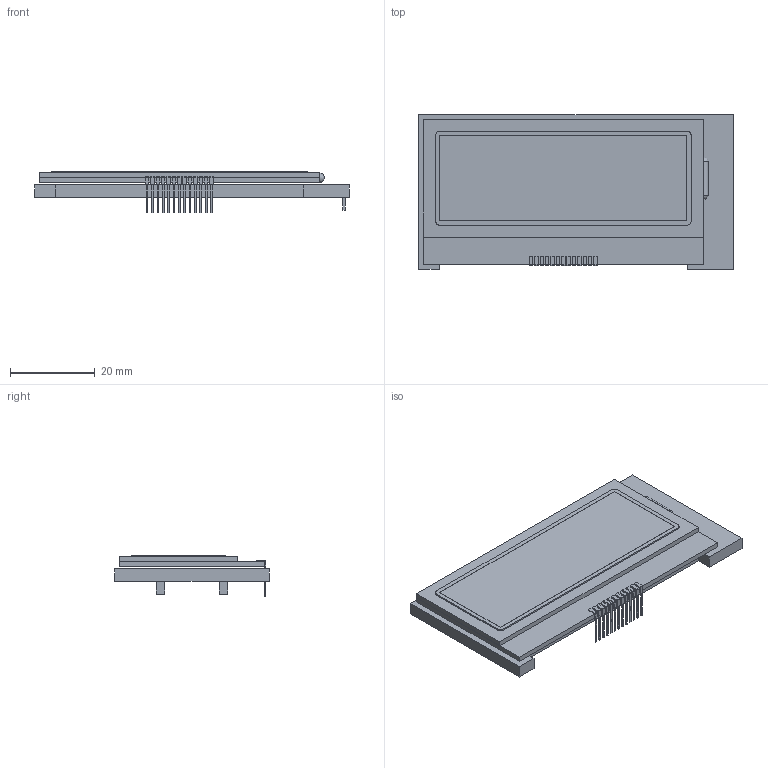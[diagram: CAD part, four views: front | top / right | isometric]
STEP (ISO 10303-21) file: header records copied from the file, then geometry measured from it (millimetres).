
FILE_DESCRIPTION(/* description */ (''),/* implementation_level */ '2;1');
FILE_NAME(/* name */ 'DS_MIDAS_MCCOG42005A6W-BNMLWI_part1.stp',/* time_stamp */ '2016-02-08T13:10:14+01:00',/* author */ ('riccim'),/* organization */ (''),/* preprocessor_version */ 'ST-DEVELOPER v15.5',/* originating_system */ 'AutoCAD Mechanical',/* authorisation */ '');
FILE_SCHEMA (('AUTOMOTIVE_DESIGN { 1 0 10303 214 3 1 1 }'));
Length unit declared in the file: millimetre
Products named in the file (1): Product
Bounding box: 74.5 x 36.6 x 9.8 mm (x, y, z)
Volume: 12986.3 mm3; surface area: 19852.4 mm2
Topology: 47 solids, 47 shells, 338 faces, 725 edges, 482 vertices
Faces by surface type: plane 289, cylinder 47, bspline 2
Entity records: 9100 total; most frequent: CARTESIAN_POINT 1626, DIRECTION 1487, ORIENTED_EDGE 1450, EDGE_CURVE 725, LINE 629, VECTOR 629, VERTEX_POINT 482, AXIS2_PLACEMENT_3D 429
